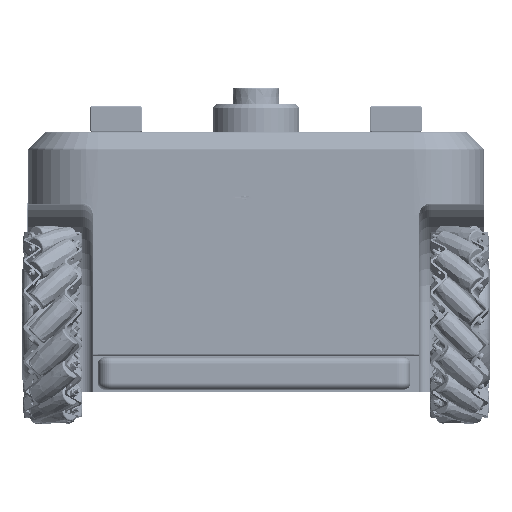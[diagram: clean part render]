
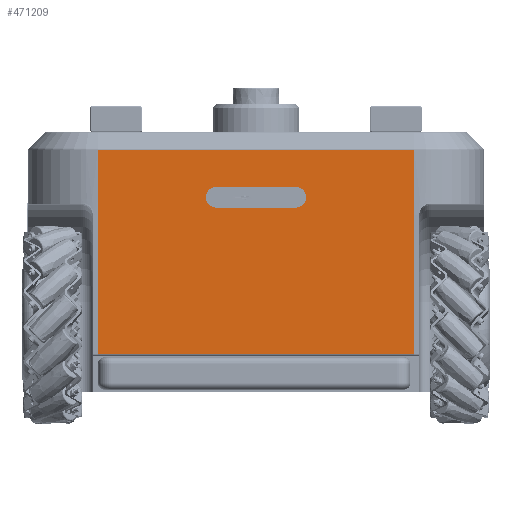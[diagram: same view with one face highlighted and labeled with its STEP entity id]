
A CAD part, front view. The second image highlights one B-rep face of the part: STEP entity #471209.
In plain terms, the highlighted planar face has unit normal (0, -1, 0).
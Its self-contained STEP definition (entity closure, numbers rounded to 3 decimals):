
#2054 = EDGE_CURVE ( 'NONE', #182535, #112261, #484398, .T. ) ;
#10147 = VERTEX_POINT ( 'NONE', #221082 ) ;
#10366 = VECTOR ( 'NONE', #381942, 1000. ) ;
#15182 = CARTESIAN_POINT ( 'NONE',  ( 121.45, -80.998, 181.455 ) ) ;
#48712 = CARTESIAN_POINT ( 'NONE',  ( -30.5, -80.998, 137.003 ) ) ;
#54330 = DIRECTION ( 'NONE',  ( 1., 0., 0. ) ) ;
#63232 = FACE_OUTER_BOUND ( 'NONE', #282441, .T. ) ;
#66666 = CARTESIAN_POINT ( 'NONE',  ( -30.5, -80.998, 137.003 ) ) ;
#73344 = EDGE_CURVE ( 'NONE', #382759, #284521, #339447, .T. ) ;
#78113 = DIRECTION ( 'NONE',  ( 0., 1., 0. ) ) ;
#87911 = VECTOR ( 'NONE', #283407, 1000. ) ;
#93650 = AXIS2_PLACEMENT_3D ( 'NONE', #151292, #232944, #347006 ) ;
#93950 = VERTEX_POINT ( 'NONE', #277450 ) ;
#95623 = LINE ( 'NONE', #388624, #10366 ) ;
#103047 = CARTESIAN_POINT ( 'NONE',  ( -121.45, -80.998, 24.82 ) ) ;
#103444 = CIRCLE ( 'NONE', #93650, 8. ) ;
#111599 = ORIENTED_EDGE ( 'NONE', *, *, #240554, .F. ) ;
#112261 = VERTEX_POINT ( 'NONE', #413980 ) ;
#112440 = VECTOR ( 'NONE', #290618, 1000. ) ;
#112839 = CARTESIAN_POINT ( 'NONE',  ( -121.45, -80.998, 181.455 ) ) ;
#125445 = ORIENTED_EDGE ( 'NONE', *, *, #265260, .F. ) ;
#139799 = VECTOR ( 'NONE', #191735, 1000. ) ;
#150003 = DIRECTION ( 'NONE',  ( 0., -1., 0. ) ) ;
#151292 = CARTESIAN_POINT ( 'NONE',  ( -30.5, -80.998, 145.003 ) ) ;
#153016 = PLANE ( 'NONE',  #376635 ) ;
#154945 = LINE ( 'NONE', #210724, #112440 ) ;
#156037 = EDGE_LOOP ( 'NONE', ( #178114, #125445, #320242, #339814 ) ) ;
#156427 = CARTESIAN_POINT ( 'NONE',  ( 121.45, -80.998, 181.455 ) ) ;
#164210 = LINE ( 'NONE', #315822, #139799 ) ;
#178114 = ORIENTED_EDGE ( 'NONE', *, *, #412583, .F. ) ;
#182535 = VERTEX_POINT ( 'NONE', #285204 ) ;
#191735 = DIRECTION ( 'NONE',  ( -1., 0., 0. ) ) ;
#194146 = CARTESIAN_POINT ( 'NONE',  ( 30.5, -80.998, 145.003 ) ) ;
#210724 = CARTESIAN_POINT ( 'NONE',  ( 121.45, -80.998, 24.82 ) ) ;
#220334 = EDGE_CURVE ( 'NONE', #284521, #405411, #95623, .T. ) ;
#221082 = CARTESIAN_POINT ( 'NONE',  ( -121.45, -80.998, 24.82 ) ) ;
#224095 = AXIS2_PLACEMENT_3D ( 'NONE', #194146, #150003, #344045 ) ;
#232944 = DIRECTION ( 'NONE',  ( 0., -1., 0. ) ) ;
#232972 = CARTESIAN_POINT ( 'NONE',  ( 0., -80.998, 194.957 ) ) ;
#240554 = EDGE_CURVE ( 'NONE', #405411, #10147, #154945, .T. ) ;
#248179 = VECTOR ( 'NONE', #54330, 1000. ) ;
#255285 = CARTESIAN_POINT ( 'NONE',  ( 121.45, -80.998, 24.82 ) ) ;
#265260 = EDGE_CURVE ( 'NONE', #93950, #331708, #103444, .T. ) ;
#269014 = VECTOR ( 'NONE', #457107, 1000. ) ;
#277450 = CARTESIAN_POINT ( 'NONE',  ( -30.5, -80.998, 153.003 ) ) ;
#282140 = DIRECTION ( 'NONE',  ( 0., 0., -1. ) ) ;
#282441 = EDGE_LOOP ( 'NONE', ( #499100, #399141, #111599, #311437 ) ) ;
#283407 = DIRECTION ( 'NONE',  ( 1., 0., 0. ) ) ;
#284521 = VERTEX_POINT ( 'NONE', #156427 ) ;
#285204 = CARTESIAN_POINT ( 'NONE',  ( 30.5, -80.998, 137.003 ) ) ;
#290618 = DIRECTION ( 'NONE',  ( -1., 0., 0. ) ) ;
#305536 = LINE ( 'NONE', #103047, #269014 ) ;
#311437 = ORIENTED_EDGE ( 'NONE', *, *, #220334, .F. ) ;
#315822 = CARTESIAN_POINT ( 'NONE',  ( -30.5, -80.998, 153.003 ) ) ;
#320242 = ORIENTED_EDGE ( 'NONE', *, *, #350925, .F. ) ;
#331708 = VERTEX_POINT ( 'NONE', #66666 ) ;
#339447 = LINE ( 'NONE', #15182, #248179 ) ;
#339814 = ORIENTED_EDGE ( 'NONE', *, *, #2054, .F. ) ;
#344045 = DIRECTION ( 'NONE',  ( 0., 0., 1. ) ) ;
#347006 = DIRECTION ( 'NONE',  ( 0., 0., 1. ) ) ;
#350925 = EDGE_CURVE ( 'NONE', #112261, #93950, #164210, .T. ) ;
#376635 = AXIS2_PLACEMENT_3D ( 'NONE', #232972, #78113, #282140 ) ;
#381942 = DIRECTION ( 'NONE',  ( 0., 0., -1. ) ) ;
#382759 = VERTEX_POINT ( 'NONE', #112839 ) ;
#388624 = CARTESIAN_POINT ( 'NONE',  ( 121.45, -80.998, 181.522 ) ) ;
#391642 = EDGE_CURVE ( 'NONE', #10147, #382759, #305536, .T. ) ;
#399141 = ORIENTED_EDGE ( 'NONE', *, *, #391642, .F. ) ;
#405411 = VERTEX_POINT ( 'NONE', #255285 ) ;
#412583 = EDGE_CURVE ( 'NONE', #331708, #182535, #416551, .T. ) ;
#413980 = CARTESIAN_POINT ( 'NONE',  ( 30.5, -80.998, 153.003 ) ) ;
#416551 = LINE ( 'NONE', #48712, #87911 ) ;
#452965 = FACE_BOUND ( 'NONE', #156037, .T. ) ;
#457107 = DIRECTION ( 'NONE',  ( 0., 0., 1. ) ) ;
#471209 = ADVANCED_FACE ( 'NONE', ( #63232, #452965 ), #153016, .F. ) ;
#484398 = CIRCLE ( 'NONE', #224095, 8. ) ;
#499100 = ORIENTED_EDGE ( 'NONE', *, *, #73344, .F. ) ;
